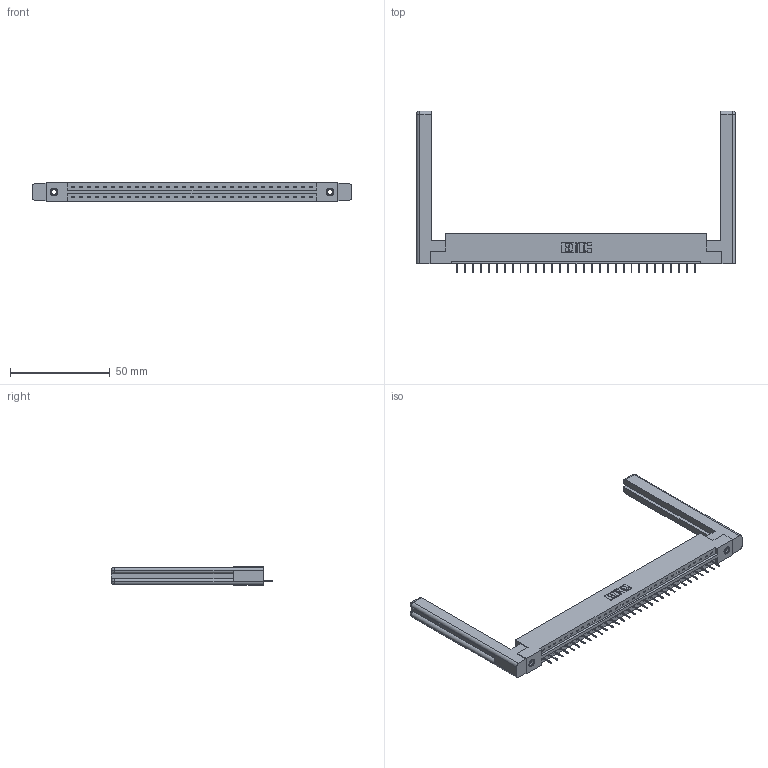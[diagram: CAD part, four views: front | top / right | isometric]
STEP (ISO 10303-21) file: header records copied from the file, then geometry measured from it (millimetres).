
FILE_DESCRIPTION (( 'STEP AP203' ), '1' );
FILE_NAME ('337-031-524-158.STEP', '2019-10-01T01:16:04', ( '' ), ( '' ), 'SwSTEP 2.0', 'SolidWorks 2016', '' );
FILE_SCHEMA (( 'CONFIG_CONTROL_DESIGN' ));
Length unit declared in the file: inch
Products named in the file (5): 345-292-001_345-293-124; 337-031-524-158; 307-220-058; 345-250-001_345-250-001-102; 337 Part_Flush Mounting Lugs - 0.156 Dia-TI
Assembly tree (36 placements, depth 2):
  337-031-524-158
    337 Part_Flush Mounting Lugs - 0.156 Dia-TI
    345-292-001_345-293-124  x31
    345-250-001_345-250-001-102  x2
    307-220-058  x2
Bounding box: 159.46 x 80.78 x 9.4 mm (x, y, z)
Volume: 23475.4 mm3; surface area: 21578.6 mm2
Topology: 36 solids, 36 shells, 2302 faces, 6617 edges, 4274 vertices
Faces by surface type: plane 1766, cylinder 512, cone 12, torus 12
Entity records: 27174 total; most frequent: CARTESIAN_POINT 4730, ORIENTED_EDGE 4636, DIRECTION 4024, EDGE_CURVE 2318, VECTOR 2146, LINE 2146, VERTEX_POINT 1534, AXIS2_PLACEMENT_3D 939
